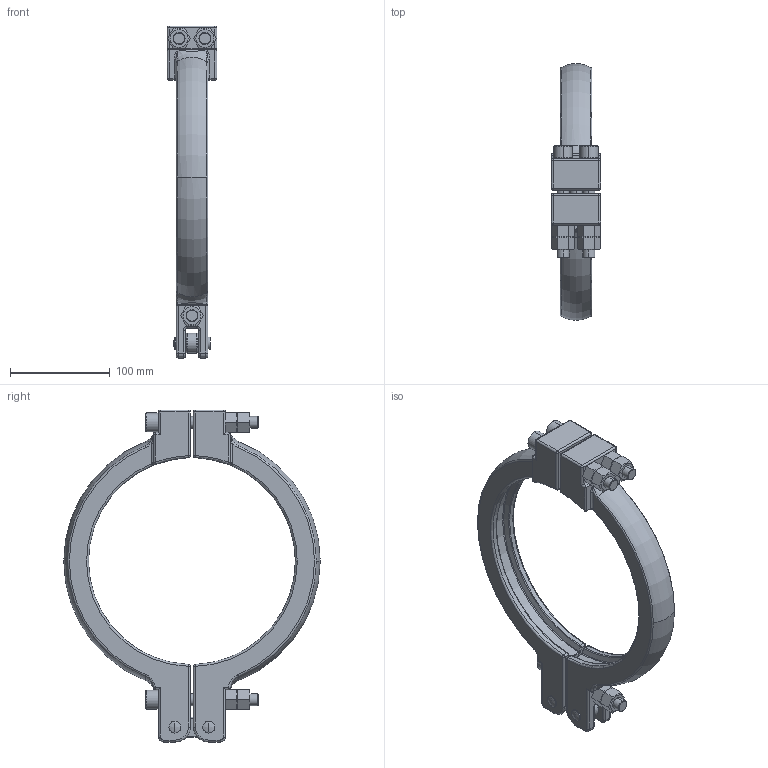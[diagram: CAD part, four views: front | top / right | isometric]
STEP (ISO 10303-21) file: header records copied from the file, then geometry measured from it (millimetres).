
FILE_DESCRIPTION (( 'STEP AP214' ), '1' );
FILE_NAME ('CL.AS8.0800 BLOCK.STEP', '2019-04-16T08:03:17', ( '' ), ( '' ), 'SwSTEP 2.0', 'SolidWorks 2019', '' );
FILE_SCHEMA (( 'AUTOMOTIVE_DESIGN' ));
Length unit declared in the file: millimetre
Products named in the file (1): CL.AS8.0800 BLOCK
Bounding box: 50 x 257.24 x 333 mm (x, y, z)
Volume: 724504.5 mm3; surface area: 143154 mm2
Topology: 4 solids, 4 shells, 501 faces, 1167 edges, 673 vertices
Faces by surface type: cylinder 162, plane 126, bspline 56, cone 54, torus 53, sphere 50
Entity records: 16563 total; most frequent: CARTESIAN_POINT 5299, DIRECTION 2473, ORIENTED_EDGE 2290, EDGE_CURVE 1145, AXIS2_PLACEMENT_3D 1018, VERTEX_POINT 673, CIRCLE 572, EDGE_LOOP 538
